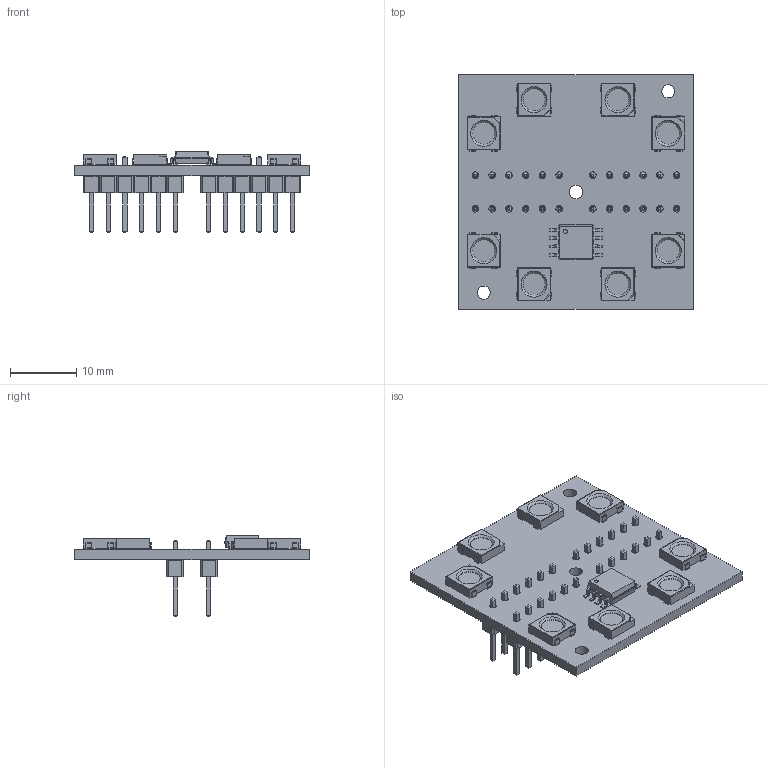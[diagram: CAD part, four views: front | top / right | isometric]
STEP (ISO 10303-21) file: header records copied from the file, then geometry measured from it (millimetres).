
FILE_DESCRIPTION(('KiCad electronic assembly'),'2;1');
FILE_NAME('companion.step','2022-08-26T17:41:29',('An Author'),( 'A Company'),'Open CASCADE STEP processor 6.9', 'KiCad to STEP converter','Unknown');
FILE_SCHEMA(('AUTOMOTIVE_DESIGN { 1 0 10303 214 1 1 1 1 }'));
Length unit declared in the file: millimetre
Products named in the file (8): Open CASCADE STEP translator 6.9 1; PinHeader_1x06_P2.54mm_Vertical; SOLID; SOIJ-8_5.3x5.3mm_P1.27mm; LED_WS2812B_PLCC4_5.0x5.0mm_P3.2mm; COMPOUND
Assembly tree (17 placements, depth 3):
  Open CASCADE STEP translator 6.9 1
    PinHeader_1x06_P2.54mm_Vertical  x4
      SOLID
    SOIJ-8_5.3x5.3mm_P1.27mm
      SOLID
    LED_WS2812B_PLCC4_5.0x5.0mm_P3.2mm  x8
      SOLID
    COMPOUND
Bounding box: 35.56 x 35.56 x 12.25 mm (x, y, z)
Volume: 2774.5 mm3; surface area: 4911.3 mm2
Topology: 14 solids, 14 shells, 1325 faces, 3520 edges, 2248 vertices
Faces by surface type: plane 1049, cylinder 236, bspline 32, cone 8
Full cylindrical faces by diameter (mm): 0.6 x1, 1 x24, 2 x3, 3.333 x8
Entity records: 29119 total; most frequent: CARTESIAN_POINT 5058, DIRECTION 3940, LINE 2733, VECTOR 2733, ORIENTED_EDGE 2102, PCURVE 2102, DEFINITIONAL_REPRESENTATION 2102, EDGE_CURVE 1051
